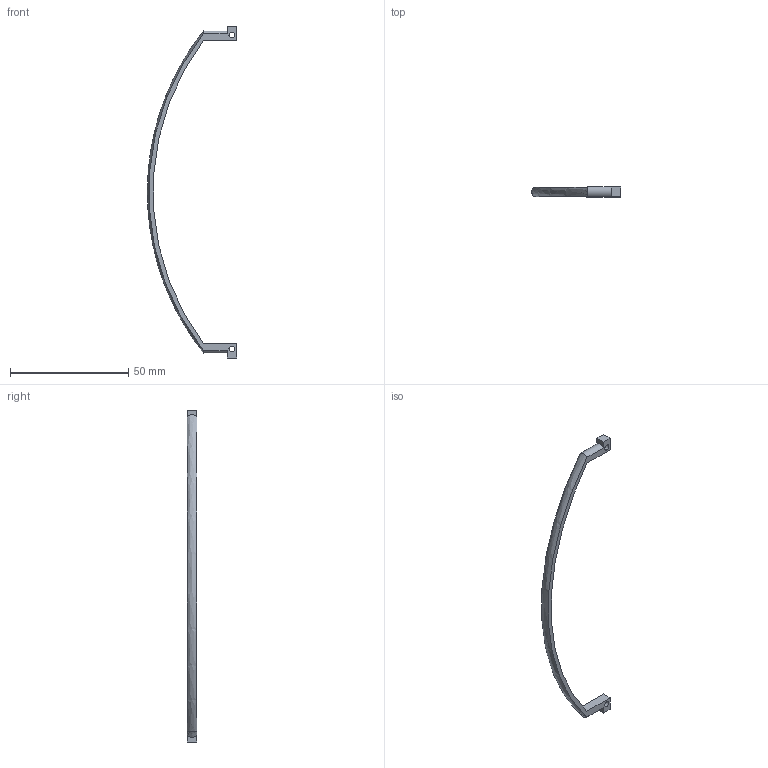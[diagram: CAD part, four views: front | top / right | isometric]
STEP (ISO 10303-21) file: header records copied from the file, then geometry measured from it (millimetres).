
FILE_DESCRIPTION(/* description */ (''),/* implementation_level */ '2;1');
FILE_NAME(/* name */ 'rum2.stp',/* time_stamp */ '2024-04-17T13:54:04+07:00',/* author */ ('DELL'),/* organization */ (''),/* preprocessor_version */ 'ST-DEVELOPER v19',/* originating_system */ 'Autodesk Inventor 2023',/* authorisation */ '');
FILE_SCHEMA (('AUTOMOTIVE_DESIGN { 1 0 10303 214 3 1 1 }'));
Length unit declared in the file: millimetre
Products named in the file (1): rum2
Bounding box: 37.81 x 4 x 140.54 mm (x, y, z)
Volume: 1732.4 mm3; surface area: 2255.1 mm2
Topology: 1 solids, 1 shells, 17 faces, 45 edges, 30 vertices
Faces by surface type: plane 10, cylinder 5, bspline 2
Full cylindrical faces by diameter (mm): 2.5 x2
Entity records: 605 total; most frequent: CARTESIAN_POINT 121, DIRECTION 92, ORIENTED_EDGE 90, EDGE_CURVE 45, AXIS2_PLACEMENT_3D 31, LINE 30, VECTOR 30, VERTEX_POINT 30
